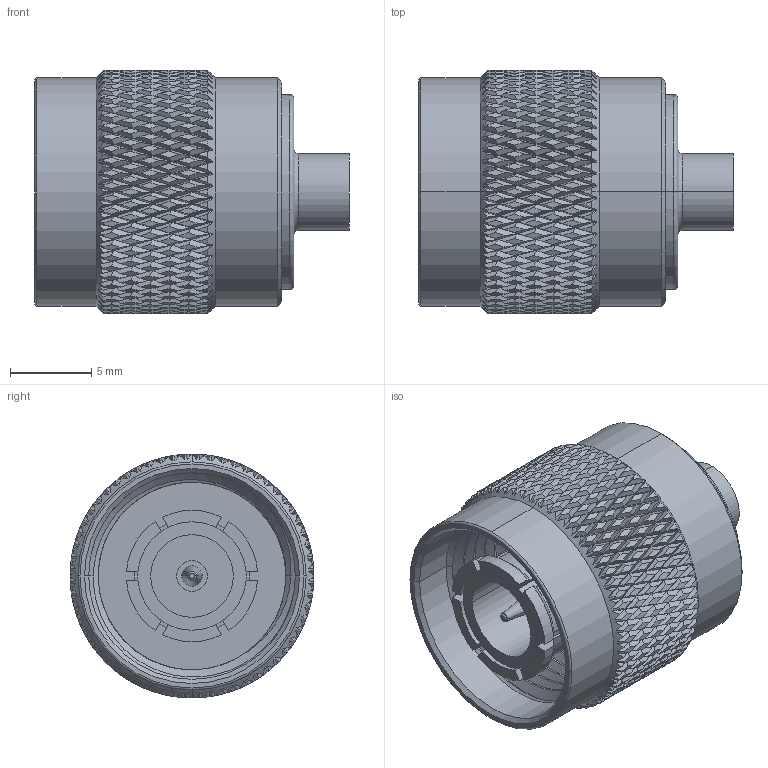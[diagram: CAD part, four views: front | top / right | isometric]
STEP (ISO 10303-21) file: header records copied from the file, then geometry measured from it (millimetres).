
FILE_DESCRIPTION (( 'STEP AP203' ), '1' );
FILE_NAME ('PE44709.step', '2019-04-15T16:47:24', ( '' ), ( '' ), 'SwSTEP 2.0', 'SolidWorks 2018', '' );
FILE_SCHEMA (( 'CONFIG_CONTROL_DESIGN' ));
Products named in the file (1): PE44709
Bounding box: 19.3 x 14.99 x 14.99 mm (x, y, z)
Volume: 1725.5 mm3; surface area: 2150.8 mm2
Topology: 1 solids, 1 shells, 2162 faces, 4614 edges, 2462 vertices
Faces by surface type: bspline 1683, cylinder 415, plane 35, cone 21, torus 8
Entity records: 86700 total; most frequent: CARTESIAN_POINT 58497, ORIENTED_EDGE 9228, EDGE_CURVE 4614, VERTEX_POINT 2462, EDGE_LOOP 2170, ADVANCED_FACE 2162, FACE_OUTER_BOUND 2162, B_SPLINE_CURVE_WITH_KNOTS 2063
